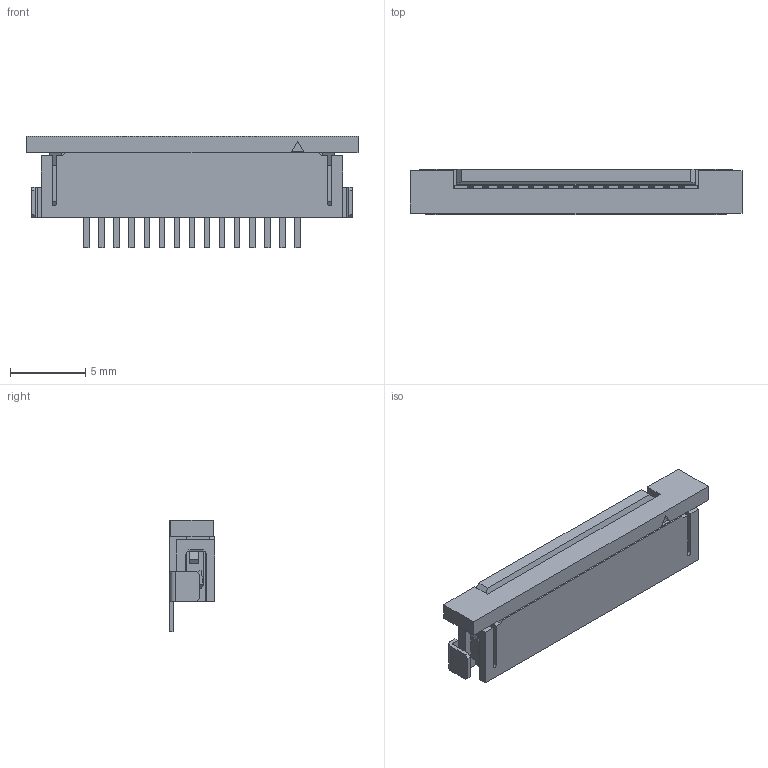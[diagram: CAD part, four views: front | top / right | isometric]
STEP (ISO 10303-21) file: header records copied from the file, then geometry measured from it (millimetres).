
FILE_DESCRIPTION((''),'2;1');
FILE_NAME('522711569','2019-07-23T',('gga'),(''),'PRO/ENGINEER BY PARAMETRIC TECHNOLOGY CORPORATION, 2016010','PRO/ENGINEER BY PARAMETRIC TECHNOLOGY CORPORATION, 2016010','');
FILE_SCHEMA(('CONFIG_CONTROL_DESIGN'));
Length unit declared in the file: millimetre
Products named in the file (1): 522711569
Bounding box: 22 x 3 x 7.4 mm (x, y, z)
Volume: 290.7 mm3; surface area: 727.4 mm2
Topology: 1 solids, 1 shells, 494 faces, 1610 edges, 1086 vertices
Faces by surface type: plane 414, cylinder 80
Entity records: 17534 total; most frequent: CARTESIAN_POINT 3123, ORIENTED_EDGE 3084, DIRECTION 2768, EDGE_CURVE 1542, VECTOR 1442, LINE 1442, VERTEX_POINT 1018, AXIS2_PLACEMENT_3D 663
